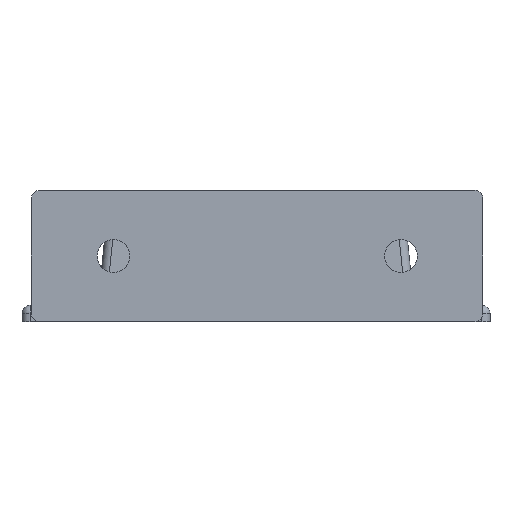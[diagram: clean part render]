
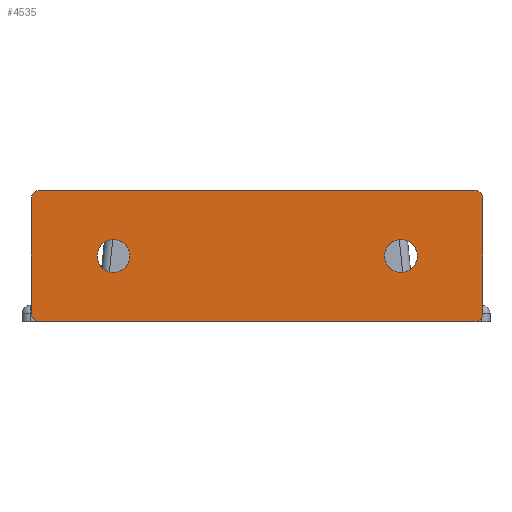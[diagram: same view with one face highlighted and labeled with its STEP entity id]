
A CAD part, left-side view. The second image highlights one B-rep face of the part: STEP entity #4535.
In plain terms, the highlighted face is planar.
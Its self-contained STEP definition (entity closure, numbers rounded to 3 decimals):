
#70=FACE_BOUND('',#857,.T.);
#71=FACE_BOUND('',#858,.T.);
#220=CIRCLE('',#4928,2.);
#223=CIRCLE('',#4933,2.);
#225=CIRCLE('',#4936,1.);
#226=CIRCLE('',#4939,1.);
#227=CIRCLE('',#4940,1.);
#228=CIRCLE('',#4941,1.);
#594=FACE_OUTER_BOUND('',#856,.T.);
#856=EDGE_LOOP('',(#4108,#4109,#4110,#4111,#4112,#4113,#4114,#4115));
#857=EDGE_LOOP('',(#4116));
#858=EDGE_LOOP('',(#4117));
#1314=LINE('',#8295,#1774);
#1317=LINE('',#8301,#1777);
#1318=LINE('',#8305,#1778);
#1319=LINE('',#8309,#1779);
#1774=VECTOR('',#6175,14.);
#1777=VECTOR('',#6180,53.);
#1778=VECTOR('',#6183,14.);
#1779=VECTOR('',#6186,53.);
#2182=VERTEX_POINT('',#8274);
#2185=VERTEX_POINT('',#8282);
#2188=VERTEX_POINT('',#8288);
#2189=VERTEX_POINT('',#8290);
#2190=VERTEX_POINT('',#8294);
#2192=VERTEX_POINT('',#8300);
#2193=VERTEX_POINT('',#8302);
#2194=VERTEX_POINT('',#8304);
#2195=VERTEX_POINT('',#8306);
#2196=VERTEX_POINT('',#8308);
#2824=EDGE_CURVE('',#2182,#2182,#220,.T.);
#2827=EDGE_CURVE('',#2185,#2185,#223,.T.);
#2830=EDGE_CURVE('',#2188,#2189,#225,.T.);
#2832=EDGE_CURVE('',#2189,#2190,#1314,.T.);
#2835=EDGE_CURVE('',#2192,#2188,#1317,.T.);
#2836=EDGE_CURVE('',#2193,#2192,#226,.T.);
#2837=EDGE_CURVE('',#2194,#2193,#1318,.T.);
#2838=EDGE_CURVE('',#2195,#2194,#227,.T.);
#2839=EDGE_CURVE('',#2196,#2195,#1319,.T.);
#2840=EDGE_CURVE('',#2190,#2196,#228,.T.);
#4108=ORIENTED_EDGE('',*,*,#2830,.F.);
#4109=ORIENTED_EDGE('',*,*,#2835,.F.);
#4110=ORIENTED_EDGE('',*,*,#2836,.F.);
#4111=ORIENTED_EDGE('',*,*,#2837,.F.);
#4112=ORIENTED_EDGE('',*,*,#2838,.F.);
#4113=ORIENTED_EDGE('',*,*,#2839,.F.);
#4114=ORIENTED_EDGE('',*,*,#2840,.F.);
#4115=ORIENTED_EDGE('',*,*,#2832,.F.);
#4116=ORIENTED_EDGE('',*,*,#2824,.T.);
#4117=ORIENTED_EDGE('',*,*,#2827,.T.);
#4289=PLANE('',#4938);
#4535=ADVANCED_FACE('',(#594,#70,#71),#4289,.F.);
#4928=AXIS2_PLACEMENT_3D('',#8275,#6153,#6154);
#4933=AXIS2_PLACEMENT_3D('',#8283,#6163,#6164);
#4936=AXIS2_PLACEMENT_3D('',#8291,#6170,#6171);
#4938=AXIS2_PLACEMENT_3D('',#8299,#6178,#6179);
#4939=AXIS2_PLACEMENT_3D('',#8303,#6181,#6182);
#4940=AXIS2_PLACEMENT_3D('',#8307,#6184,#6185);
#4941=AXIS2_PLACEMENT_3D('',#8310,#6187,#6188);
#6153=DIRECTION('center_axis',(0.,0.,1.));
#6154=DIRECTION('ref_axis',(1.,0.,0.));
#6163=DIRECTION('center_axis',(0.,0.,1.));
#6164=DIRECTION('ref_axis',(1.,0.,0.));
#6170=DIRECTION('center_axis',(0.,0.,1.));
#6171=DIRECTION('ref_axis',(0.707,-0.707,0.));
#6175=DIRECTION('',(0.,1.,0.));
#6178=DIRECTION('center_axis',(0.,0.,1.));
#6179=DIRECTION('ref_axis',(1.,0.,0.));
#6180=DIRECTION('',(1.,0.,0.));
#6181=DIRECTION('center_axis',(0.,0.,1.));
#6182=DIRECTION('ref_axis',(-0.707,-0.707,0.));
#6183=DIRECTION('',(0.,-1.,0.));
#6184=DIRECTION('center_axis',(0.,0.,1.));
#6185=DIRECTION('ref_axis',(-0.707,0.707,0.));
#6186=DIRECTION('',(-1.,0.,0.));
#6187=DIRECTION('center_axis',(0.,0.,1.));
#6188=DIRECTION('ref_axis',(0.707,0.707,0.));
#8274=CARTESIAN_POINT('',(-19.5,0.,0.));
#8275=CARTESIAN_POINT('Origin',(-17.5,0.,0.));
#8282=CARTESIAN_POINT('',(15.5,0.,0.));
#8283=CARTESIAN_POINT('Origin',(17.5,0.,0.));
#8288=CARTESIAN_POINT('',(26.5,-8.,0.));
#8290=CARTESIAN_POINT('',(27.5,-7.,0.));
#8291=CARTESIAN_POINT('Origin',(26.5,-7.,0.));
#8294=CARTESIAN_POINT('',(27.5,7.,0.));
#8295=CARTESIAN_POINT('',(27.5,-8.,0.));
#8299=CARTESIAN_POINT('Origin',(0.,0.,0.));
#8300=CARTESIAN_POINT('',(-26.5,-8.,0.));
#8301=CARTESIAN_POINT('',(-27.5,-8.,0.));
#8302=CARTESIAN_POINT('',(-27.5,-7.,0.));
#8303=CARTESIAN_POINT('Origin',(-26.5,-7.,0.));
#8304=CARTESIAN_POINT('',(-27.5,7.,0.));
#8305=CARTESIAN_POINT('',(-27.5,8.,0.));
#8306=CARTESIAN_POINT('',(-26.5,8.,0.));
#8307=CARTESIAN_POINT('Origin',(-26.5,7.,0.));
#8308=CARTESIAN_POINT('',(26.5,8.,0.));
#8309=CARTESIAN_POINT('',(27.5,8.,0.));
#8310=CARTESIAN_POINT('Origin',(26.5,7.,0.));
